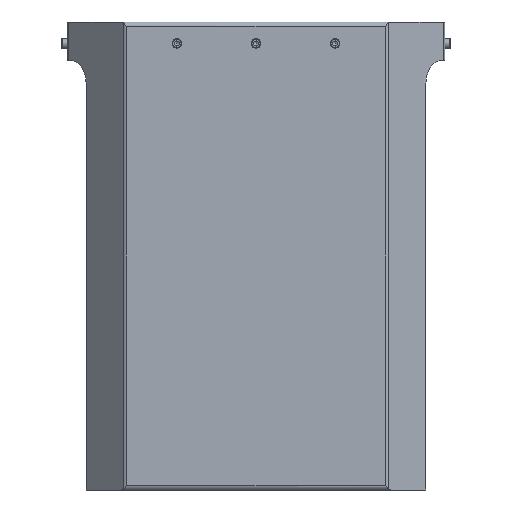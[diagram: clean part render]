
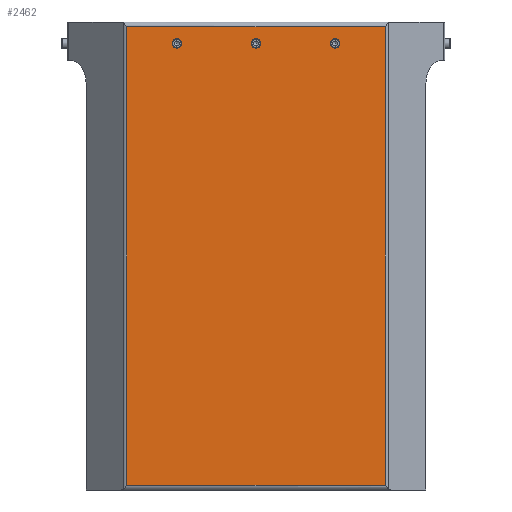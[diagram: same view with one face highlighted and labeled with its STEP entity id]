
A CAD part, front view. The second image highlights one B-rep face of the part: STEP entity #2462.
In plain terms, the highlighted planar face has unit normal (0, -1, 0).
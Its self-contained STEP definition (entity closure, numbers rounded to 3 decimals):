
#89=FACE_BOUND('',#554,.T.);
#90=FACE_BOUND('',#555,.T.);
#91=FACE_BOUND('',#556,.T.);
#131=CIRCLE('',#2564,4.25);
#144=CIRCLE('',#2592,4.25);
#157=CIRCLE('',#2620,4.25);
#272=PLANE('',#2731);
#404=FACE_OUTER_BOUND('',#553,.T.);
#553=EDGE_LOOP('',(#2154,#2155,#2156,#2157));
#554=EDGE_LOOP('',(#2158));
#555=EDGE_LOOP('',(#2159));
#556=EDGE_LOOP('',(#2160));
#558=LINE('',#3420,#743);
#559=LINE('',#3425,#744);
#576=LINE('',#3488,#761);
#584=LINE('',#3508,#769);
#743=VECTOR('',#2741,10.);
#744=VECTOR('',#2746,10.);
#761=VECTOR('',#2797,10.);
#769=VECTOR('',#2813,10.);
#935=VERTEX_POINT('',#3413);
#938=VERTEX_POINT('',#3418);
#939=VERTEX_POINT('',#3422);
#969=VERTEX_POINT('',#3486);
#1022=VERTEX_POINT('',#3652);
#1047=VERTEX_POINT('',#3742);
#1072=VERTEX_POINT('',#3832);
#1162=EDGE_CURVE('',#935,#938,#558,.T.);
#1164=EDGE_CURVE('',#938,#939,#559,.T.);
#1195=EDGE_CURVE('',#969,#939,#576,.T.);
#1205=EDGE_CURVE('',#969,#935,#584,.T.);
#1267=EDGE_CURVE('',#1022,#1022,#131,.T.);
#1303=EDGE_CURVE('',#1047,#1047,#144,.T.);
#1339=EDGE_CURVE('',#1072,#1072,#157,.T.);
#2154=ORIENTED_EDGE('',*,*,#1164,.T.);
#2155=ORIENTED_EDGE('',*,*,#1195,.F.);
#2156=ORIENTED_EDGE('',*,*,#1205,.T.);
#2157=ORIENTED_EDGE('',*,*,#1162,.T.);
#2158=ORIENTED_EDGE('',*,*,#1267,.T.);
#2159=ORIENTED_EDGE('',*,*,#1303,.T.);
#2160=ORIENTED_EDGE('',*,*,#1339,.T.);
#2462=ADVANCED_FACE('',(#404,#89,#90,#91),#272,.T.);
#2564=AXIS2_PLACEMENT_3D('',#3653,#2944,#2945);
#2592=AXIS2_PLACEMENT_3D('',#3743,#3016,#3017);
#2620=AXIS2_PLACEMENT_3D('',#3833,#3088,#3089);
#2731=AXIS2_PLACEMENT_3D('',#4171,#3409,#3410);
#2741=DIRECTION('',(0.,0.,1.));
#2746=DIRECTION('',(-1.,0.,0.));
#2797=DIRECTION('',(0.,0.,1.));
#2813=DIRECTION('',(1.,0.,0.));
#2944=DIRECTION('center_axis',(0.,1.,0.));
#2945=DIRECTION('ref_axis',(1.,0.,0.));
#3016=DIRECTION('center_axis',(0.,1.,0.));
#3017=DIRECTION('ref_axis',(1.,0.,0.));
#3088=DIRECTION('center_axis',(0.,1.,0.));
#3089=DIRECTION('ref_axis',(1.,0.,0.));
#3409=DIRECTION('center_axis',(0.,-1.,0.));
#3410=DIRECTION('ref_axis',(0.,0.,-1.));
#3413=CARTESIAN_POINT('',(114.172,-92.,-203.));
#3418=CARTESIAN_POINT('',(114.172,-92.,203.));
#3420=CARTESIAN_POINT('',(114.172,-92.,-205.));
#3422=CARTESIAN_POINT('',(-114.172,-92.,203.));
#3425=CARTESIAN_POINT('',(0.,-92.,203.));
#3486=CARTESIAN_POINT('',(-114.172,-92.,-203.));
#3488=CARTESIAN_POINT('',(-114.172,-92.,-205.));
#3508=CARTESIAN_POINT('',(0.,-92.,-203.));
#3652=CARTESIAN_POINT('',(-74.25,-92.,188.));
#3653=CARTESIAN_POINT('Origin',(-70.,-92.,188.));
#3742=CARTESIAN_POINT('',(-4.25,-92.,188.));
#3743=CARTESIAN_POINT('Origin',(0.,-92.,188.));
#3832=CARTESIAN_POINT('',(65.75,-92.,188.));
#3833=CARTESIAN_POINT('Origin',(70.,-92.,188.));
#4171=CARTESIAN_POINT('Origin',(114.172,-92.,-205.));
